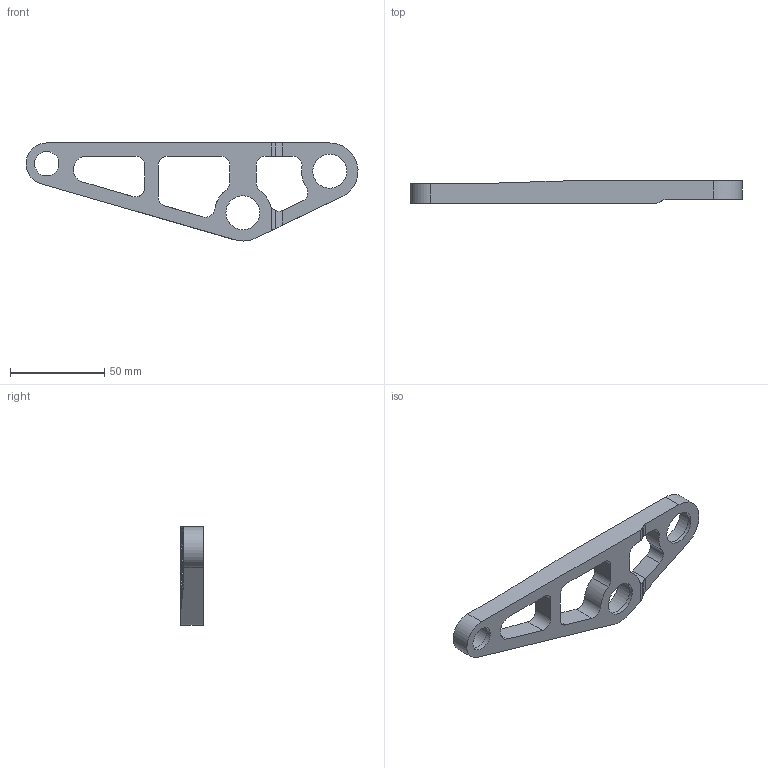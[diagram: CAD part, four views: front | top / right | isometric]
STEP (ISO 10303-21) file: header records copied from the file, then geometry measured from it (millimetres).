
FILE_DESCRIPTION(('FreeCAD Model'),'2;1');
FILE_NAME('Open CASCADE Shape Model','2022-08-17T21:31:23',('Author'),( ''),'Open CASCADE STEP processor 7.5','FreeCAD','Unknown');
FILE_SCHEMA(('AUTOMOTIVE_DESIGN { 1 0 10303 214 1 1 1 1 }'));
Length unit declared in the file: millimetre
Products named in the file (1): Pocket005 (Mirror #1)
Bounding box: 175.96 x 12 x 52 mm (x, y, z)
Volume: 35771.8 mm3; surface area: 16694.9 mm2
Topology: 1 solids, 1 shells, 56 faces, 162 edges, 108 vertices
Faces by surface type: cylinder 33, plane 23
Full cylindrical faces by diameter (mm): 13 x1, 15 x1, 18 x2, 22 x2
Entity records: 4371 total; most frequent: CARTESIAN_POINT 1207, DIRECTION 585, ORIENTED_EDGE 324, LINE 324, VECTOR 324, PCURVE 324, DEFINITIONAL_REPRESENTATION 324, EDGE_CURVE 162
